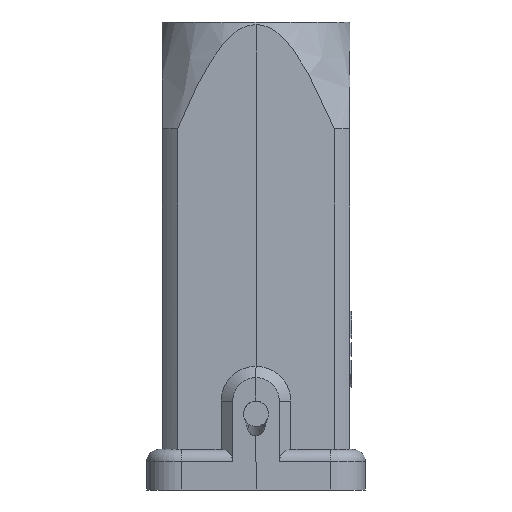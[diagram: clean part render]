
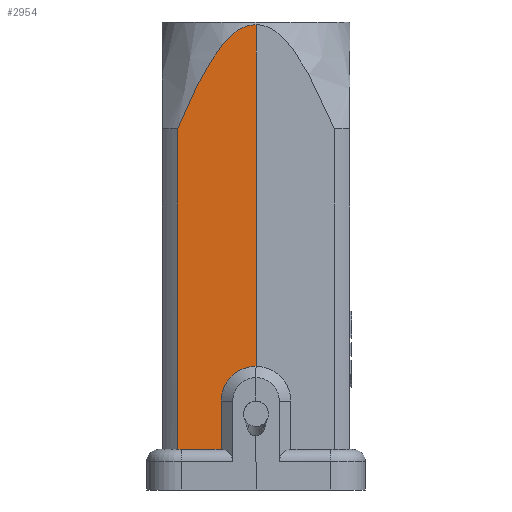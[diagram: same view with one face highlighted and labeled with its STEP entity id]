
A CAD part, left-side view. The second image highlights one B-rep face of the part: STEP entity #2954.
In plain terms, the highlighted planar face has unit normal (-1, 0.018, 0).
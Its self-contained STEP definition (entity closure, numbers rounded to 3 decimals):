
#1819=FACE_OUTER_BOUND('',#3416,.T.);
#2123=LINE('',#8430,#2441);
#2180=LINE('',#8940,#2498);
#2181=LINE('',#8941,#2499);
#2182=LINE('',#8954,#2500);
#2441=VECTOR('',#7014,1.);
#2498=VECTOR('',#7165,1.);
#2499=VECTOR('',#7166,1.);
#2500=VECTOR('',#7167,1.);
#2774=B_SPLINE_CURVE_WITH_KNOTS('',3,(#8867,#8868,#8869,#8870,#8871,#8872),
 .UNSPECIFIED.,.F.,.F.,(4,2,4),(0.,0.5,1.),.UNSPECIFIED.);
#2778=B_SPLINE_CURVE_WITH_KNOTS('',3,(#8943,#8944,#8945,#8946,#8947,#8948,
#8949,#8950,#8951,#8952),.UNSPECIFIED.,.F.,.F.,(4,2,2,2,4),(0.,0.125,0.25,
0.5,1.),.UNSPECIFIED.);
#2779=B_SPLINE_CURVE_WITH_KNOTS('',3,(#8956,#8957,#8958,#8959),
 .UNSPECIFIED.,.F.,.F.,(4,4),(0.,1.),.UNSPECIFIED.);
#2954=ADVANCED_FACE('',(#1819),#3210,.T.);
#3210=PLANE('',#6616);
#3416=EDGE_LOOP('',(#3954,#3955,#3956,#3957,#3958,#3959,#3960));
#3954=ORIENTED_EDGE('',*,*,#5587,.T.);
#3955=ORIENTED_EDGE('',*,*,#5708,.T.);
#3956=ORIENTED_EDGE('',*,*,#5702,.T.);
#3957=ORIENTED_EDGE('',*,*,#5709,.T.);
#3958=ORIENTED_EDGE('',*,*,#5710,.T.);
#3959=ORIENTED_EDGE('',*,*,#5711,.F.);
#3960=ORIENTED_EDGE('',*,*,#5712,.F.);
#5146=VERTEX_POINT('',#8429);
#5147=VERTEX_POINT('',#8431);
#5248=VERTEX_POINT('',#8866);
#5249=VERTEX_POINT('',#8873);
#5253=VERTEX_POINT('',#8942);
#5254=VERTEX_POINT('',#8953);
#5255=VERTEX_POINT('',#8955);
#5587=EDGE_CURVE('',#5147,#5146,#2123,.T.);
#5702=EDGE_CURVE('',#5249,#5248,#2774,.T.);
#5708=EDGE_CURVE('',#5146,#5249,#2180,.T.);
#5709=EDGE_CURVE('',#5248,#5253,#2181,.T.);
#5710=EDGE_CURVE('',#5253,#5254,#2778,.T.);
#5711=EDGE_CURVE('',#5255,#5254,#2182,.T.);
#5712=EDGE_CURVE('',#5147,#5255,#2779,.T.);
#6616=AXIS2_PLACEMENT_3D('',#8960,#7168,#7169);
#7014=DIRECTION('',(-0.017,-1.,0.));
#7165=DIRECTION('',(0.,0.,1.));
#7166=DIRECTION('',(0.,0.,1.));
#7167=DIRECTION('',(0.,0.,1.));
#7168=DIRECTION('',(-1.,0.017,0.));
#7169=DIRECTION('',(-0.017,-1.,0.));
#8429=CARTESIAN_POINT('',(-11.972,4.476,5.199));
#8430=CARTESIAN_POINT('',(-11.883,9.553,5.199));
#8431=CARTESIAN_POINT('',(-11.883,9.553,5.199));
#8866=CARTESIAN_POINT('',(-12.05,0.,15.85));
#8867=CARTESIAN_POINT('',(-11.972,4.476,11.4));
#8868=CARTESIAN_POINT('',(-11.972,4.476,12.553));
#8869=CARTESIAN_POINT('',(-11.98,3.996,13.725));
#8870=CARTESIAN_POINT('',(-12.009,2.34,15.377));
#8871=CARTESIAN_POINT('',(-12.03,1.168,15.85));
#8872=CARTESIAN_POINT('',(-12.05,0.,15.85));
#8873=CARTESIAN_POINT('',(-11.972,4.476,11.4));
#8940=CARTESIAN_POINT('',(-11.972,4.476,0.));
#8941=CARTESIAN_POINT('',(-12.05,0.,60.));
#8942=CARTESIAN_POINT('',(-12.05,0.,59.619));
#8943=CARTESIAN_POINT('',(-12.05,0.,59.619));
#8944=CARTESIAN_POINT('',(-12.037,0.74,59.669));
#8945=CARTESIAN_POINT('',(-12.024,1.463,59.44));
#8946=CARTESIAN_POINT('',(-12.002,2.722,58.7));
#8947=CARTESIAN_POINT('',(-11.993,3.272,58.203));
#8948=CARTESIAN_POINT('',(-11.967,4.758,56.602));
#8949=CARTESIAN_POINT('',(-11.953,5.56,55.37));
#8950=CARTESIAN_POINT('',(-11.915,7.743,51.627));
#8951=CARTESIAN_POINT('',(-11.894,8.927,48.978));
#8952=CARTESIAN_POINT('',(-11.875,10.04,46.3));
#8953=CARTESIAN_POINT('',(-11.875,10.04,46.3));
#8954=CARTESIAN_POINT('',(-11.875,10.04,66.));
#8955=CARTESIAN_POINT('',(-11.875,10.04,5.197));
#8956=CARTESIAN_POINT('',(-11.883,9.553,5.199));
#8957=CARTESIAN_POINT('',(-11.88,9.715,5.199));
#8958=CARTESIAN_POINT('',(-11.878,9.877,5.199));
#8959=CARTESIAN_POINT('',(-11.875,10.04,5.197));
#8960=CARTESIAN_POINT('',(-12.05,0.,60.));
